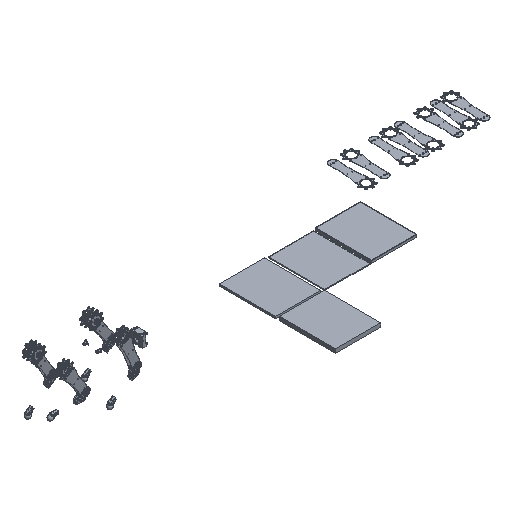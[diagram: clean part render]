
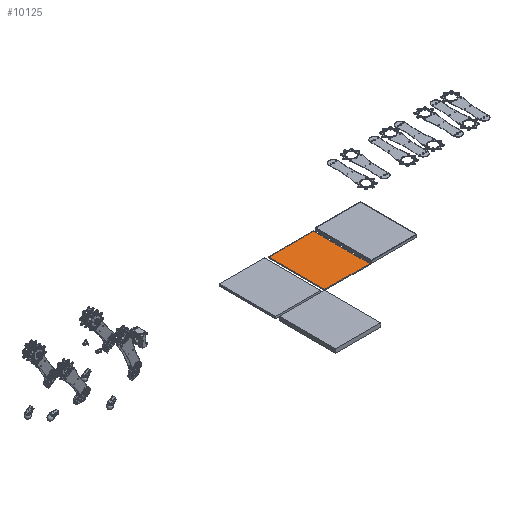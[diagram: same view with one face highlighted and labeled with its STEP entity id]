
A CAD part, isometric view. The second image highlights one B-rep face of the part: STEP entity #10125.
In plain terms, the highlighted planar face has unit normal (0, 0, 1).
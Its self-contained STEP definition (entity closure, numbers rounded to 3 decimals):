
#8635=FACE_OUTER_BOUND('',#13804,.T.);
#10125=ADVANCED_FACE('',(#8635),#10346,.T.);
#10346=PLANE('',#24706);
#11202=LINE('',#40655,#12102);
#11206=LINE('',#40663,#12106);
#11209=LINE('',#40669,#12109);
#11211=LINE('',#40672,#12111);
#12102=VECTOR('',#30076,1.);
#12106=VECTOR('',#30082,1.);
#12109=VECTOR('',#30087,1.);
#12111=VECTOR('',#30091,1.);
#13804=EDGE_LOOP('',(#18058,#18059,#18060,#18061));
#18058=ORIENTED_EDGE('',*,*,#21728,.T.);
#18059=ORIENTED_EDGE('',*,*,#21732,.T.);
#18060=ORIENTED_EDGE('',*,*,#21735,.T.);
#18061=ORIENTED_EDGE('',*,*,#21737,.T.);
#19587=VERTEX_POINT('',#40654);
#19588=VERTEX_POINT('',#40656);
#19590=VERTEX_POINT('',#40662);
#19592=VERTEX_POINT('',#40668);
#21728=EDGE_CURVE('',#19588,#19587,#11202,.T.);
#21732=EDGE_CURVE('',#19587,#19590,#11206,.T.);
#21735=EDGE_CURVE('',#19590,#19592,#11209,.T.);
#21737=EDGE_CURVE('',#19592,#19588,#11211,.T.);
#24706=AXIS2_PLACEMENT_3D('',#40674,#30094,#30095);
#30076=DIRECTION('',(0.,-1.,0.));
#30082=DIRECTION('',(1.,0.,0.));
#30087=DIRECTION('',(0.,1.,0.));
#30091=DIRECTION('',(-1.,0.,0.));
#30094=DIRECTION('',(0.,0.,1.));
#30095=DIRECTION('',(1.,0.,0.));
#40654=CARTESIAN_POINT('',(-120.,-120.,8.));
#40655=CARTESIAN_POINT('',(-120.,380.,8.));
#40656=CARTESIAN_POINT('',(-120.,380.,8.));
#40662=CARTESIAN_POINT('',(280.,-120.,8.));
#40663=CARTESIAN_POINT('',(-120.,-120.,8.));
#40668=CARTESIAN_POINT('',(280.,380.,8.));
#40669=CARTESIAN_POINT('',(280.,-120.,8.));
#40672=CARTESIAN_POINT('',(280.,380.,8.));
#40674=CARTESIAN_POINT('',(0.,0.,8.));
